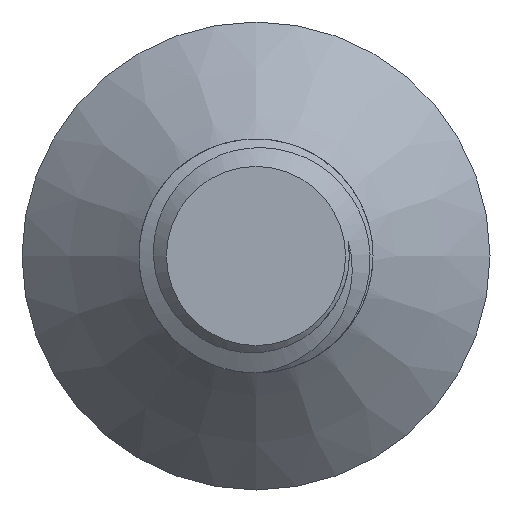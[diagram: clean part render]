
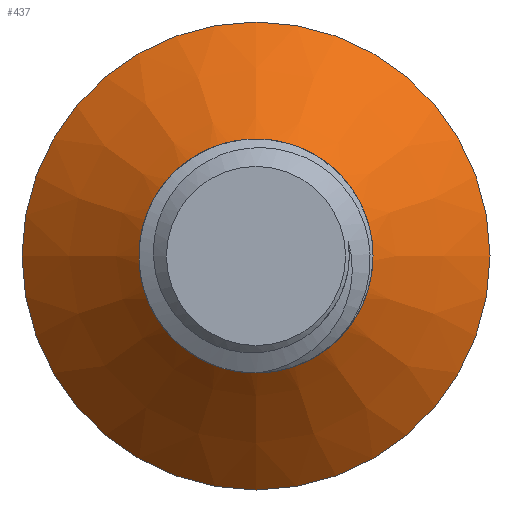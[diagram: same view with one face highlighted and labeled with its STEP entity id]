
A CAD part, left-side view. The second image highlights one B-rep face of the part: STEP entity #437.
In plain terms, the highlighted conical face has half-angle 45 degrees and reference radius 4 mm.
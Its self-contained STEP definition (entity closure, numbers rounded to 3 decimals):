
#38=CONICAL_SURFACE('',#484,4.,0.785);
#53=FACE_OUTER_BOUND('',#82,.T.);
#82=EDGE_LOOP('',(#319,#320,#321,#322,#323,#324,#325,#326));
#104=CIRCLE('',#474,4.);
#107=CIRCLE('',#485,8.);
#108=CIRCLE('',#486,3.188);
#131=B_SPLINE_CURVE_WITH_KNOTS('',3,(#1136,#1137,#1138,#1139,#1140,#1141,
#1142,#1143,#1144,#1145,#1146,#1147,#1148,#1149,#1150,#1151),
 .UNSPECIFIED.,.F.,.F.,(4,2,2,2,2,2,2,4),(1.51,1.631,
1.824,2.033,2.26,2.507,2.646,
2.787),.UNSPECIFIED.);
#132=B_SPLINE_CURVE_WITH_KNOTS('',3,(#1153,#1154,#1155,#1156,#1157,#1158,
#1159,#1160,#1161,#1162,#1163,#1164,#1165,#1166),.UNSPECIFIED.,.F.,.F.,
(4,2,2,2,2,2,4),(0.,0.087,0.172,0.284,
0.371,0.45,0.56),.UNSPECIFIED.);
#133=B_SPLINE_CURVE_WITH_KNOTS('',3,(#1169,#1170,#1171,#1172,#1173,#1174,
#1175,#1176,#1177,#1178,#1179,#1180,#1181,#1182,#1183,#1184,#1185,#1186,
#1187,#1188,#1189,#1190,#1191,#1192,#1193,#1194,#1195,#1196,#1197,#1198,
#1199,#1200,#1201,#1202),.UNSPECIFIED.,.F.,.F.,(4,2,2,2,2,2,2,2,2,2,2,2,
2,2,2,2,4),(0.,0.048,0.098,0.196,
0.318,0.385,0.45,0.578,
0.647,0.715,0.848,0.92,
1.063,1.134,1.287,1.453,1.51),
 .UNSPECIFIED.);
#148=LINE('',#1135,#170);
#170=VECTOR('',#551,4.);
#187=VERTEX_POINT('',#628);
#188=VERTEX_POINT('',#665);
#205=VERTEX_POINT('',#1132);
#206=VERTEX_POINT('',#1134);
#207=VERTEX_POINT('',#1152);
#208=VERTEX_POINT('',#1167);
#226=EDGE_CURVE('',#188,#187,#104,.T.);
#249=EDGE_CURVE('',#205,#205,#107,.T.);
#250=EDGE_CURVE('',#205,#206,#148,.T.);
#251=EDGE_CURVE('',#206,#188,#131,.T.);
#252=EDGE_CURVE('',#187,#207,#132,.T.);
#253=EDGE_CURVE('',#207,#208,#108,.T.);
#254=EDGE_CURVE('',#208,#206,#133,.T.);
#319=ORIENTED_EDGE('',*,*,#249,.F.);
#320=ORIENTED_EDGE('',*,*,#250,.T.);
#321=ORIENTED_EDGE('',*,*,#251,.T.);
#322=ORIENTED_EDGE('',*,*,#226,.T.);
#323=ORIENTED_EDGE('',*,*,#252,.T.);
#324=ORIENTED_EDGE('',*,*,#253,.T.);
#325=ORIENTED_EDGE('',*,*,#254,.T.);
#326=ORIENTED_EDGE('',*,*,#250,.F.);
#437=ADVANCED_FACE('',(#53),#38,.T.);
#474=AXIS2_PLACEMENT_3D('',#666,#521,#522);
#484=AXIS2_PLACEMENT_3D('',#1131,#547,#548);
#485=AXIS2_PLACEMENT_3D('',#1133,#549,#550);
#486=AXIS2_PLACEMENT_3D('',#1168,#552,#553);
#521=DIRECTION('center_axis',(0.,0.,1.));
#522=DIRECTION('ref_axis',(0.,-1.,0.));
#547=DIRECTION('center_axis',(0.,0.,1.));
#548=DIRECTION('ref_axis',(0.,-1.,0.));
#549=DIRECTION('center_axis',(0.,0.,1.));
#550=DIRECTION('ref_axis',(0.,-1.,0.));
#551=DIRECTION('',(0.,-0.707,-0.707));
#552=DIRECTION('center_axis',(0.,0.,1.));
#553=DIRECTION('ref_axis',(1.,0.,0.));
#628=CARTESIAN_POINT('',(-0.516,-3.967,-4.4));
#665=CARTESIAN_POINT('',(-3.17,-2.44,-4.4));
#666=CARTESIAN_POINT('Origin',(0.,0.,-4.4));
#1131=CARTESIAN_POINT('Origin',(0.,0.,-4.4));
#1132=CARTESIAN_POINT('',(0.,8.,-0.4));
#1133=CARTESIAN_POINT('Origin',(0.,0.,-0.4));
#1134=CARTESIAN_POINT('',(0.,3.719,-4.681));
#1135=CARTESIAN_POINT('',(0.,4.,-4.4));
#1136=CARTESIAN_POINT('Ctrl Pts',(0.,3.719,
-4.681));
#1137=CARTESIAN_POINT('Ctrl Pts',(-0.337,3.73,-4.67));
#1138=CARTESIAN_POINT('Ctrl Pts',(-0.661,3.695,-4.66));
#1139=CARTESIAN_POINT('Ctrl Pts',(-1.443,3.515,-4.632));
#1140=CARTESIAN_POINT('Ctrl Pts',(-1.898,3.312,-4.615));
#1141=CARTESIAN_POINT('Ctrl Pts',(-2.734,2.718,-4.581));
#1142=CARTESIAN_POINT('Ctrl Pts',(-3.071,2.341,-4.566));
#1143=CARTESIAN_POINT('Ctrl Pts',(-3.59,1.522,-4.534));
#1144=CARTESIAN_POINT('Ctrl Pts',(-3.774,1.045,-4.517));
#1145=CARTESIAN_POINT('Ctrl Pts',(-3.955,0.006,
-4.483));
#1146=CARTESIAN_POINT('Ctrl Pts',(-3.927,-0.514,
-4.467));
#1147=CARTESIAN_POINT('Ctrl Pts',(-3.768,-1.237,-4.443));
#1148=CARTESIAN_POINT('Ctrl Pts',(-3.684,-1.491,-4.435));
#1149=CARTESIAN_POINT('Ctrl Pts',(-3.465,-1.983,-4.417));
#1150=CARTESIAN_POINT('Ctrl Pts',(-3.329,-2.219,-4.408));
#1151=CARTESIAN_POINT('Ctrl Pts',(-3.17,-2.44,-4.4));
#1152=CARTESIAN_POINT('',(-3.062,0.888,-5.212));
#1153=CARTESIAN_POINT('Ctrl Pts',(-0.516,-3.967,
-4.4));
#1154=CARTESIAN_POINT('Ctrl Pts',(-0.797,-3.896,
-4.434));
#1155=CARTESIAN_POINT('Ctrl Pts',(-1.069,-3.795,-4.468));
#1156=CARTESIAN_POINT('Ctrl Pts',(-1.575,-3.537,-4.538));
#1157=CARTESIAN_POINT('Ctrl Pts',(-1.809,-3.384,-4.573));
#1158=CARTESIAN_POINT('Ctrl Pts',(-2.312,-2.971,-4.654));
#1159=CARTESIAN_POINT('Ctrl Pts',(-2.661,-2.616,-4.711));
#1160=CARTESIAN_POINT('Ctrl Pts',(-3.139,-1.735,-4.84));
#1161=CARTESIAN_POINT('Ctrl Pts',(-3.273,-1.315,-4.9));
#1162=CARTESIAN_POINT('Ctrl Pts',(-3.373,-0.488,
-5.014));
#1163=CARTESIAN_POINT('Ctrl Pts',(-3.345,-0.168,
-5.057));
#1164=CARTESIAN_POINT('Ctrl Pts',(-3.271,0.335,-5.126));
#1165=CARTESIAN_POINT('Ctrl Pts',(-3.186,0.62,-5.168));
#1166=CARTESIAN_POINT('Ctrl Pts',(-3.062,0.888,-5.212));
#1167=CARTESIAN_POINT('',(-2.793,-1.537,-5.212));
#1168=CARTESIAN_POINT('Origin',(0.,0.,-5.212));
#1169=CARTESIAN_POINT('Ctrl Pts',(-2.793,-1.537,-5.212));
#1170=CARTESIAN_POINT('Ctrl Pts',(-2.722,-1.68,-5.205));
#1171=CARTESIAN_POINT('Ctrl Pts',(-2.64,-1.817,-5.199));
#1172=CARTESIAN_POINT('Ctrl Pts',(-2.452,-2.084,-5.186));
#1173=CARTESIAN_POINT('Ctrl Pts',(-2.346,-2.212,-5.18));
#1174=CARTESIAN_POINT('Ctrl Pts',(-2.001,-2.567,-5.162));
#1175=CARTESIAN_POINT('Ctrl Pts',(-1.738,-2.767,-5.149));
#1176=CARTESIAN_POINT('Ctrl Pts',(-1.092,-3.12,-5.12));
#1177=CARTESIAN_POINT('Ctrl Pts',(-0.699,-3.247,
-5.104));
#1178=CARTESIAN_POINT('Ctrl Pts',(-0.072,-3.327,
-5.08));
#1179=CARTESIAN_POINT('Ctrl Pts',(0.152,-3.332,-5.072));
#1180=CARTESIAN_POINT('Ctrl Pts',(0.589,-3.299,-5.056));
#1181=CARTESIAN_POINT('Ctrl Pts',(0.804,-3.262,-5.048));
#1182=CARTESIAN_POINT('Ctrl Pts',(1.422,-3.092,-5.023));
#1183=CARTESIAN_POINT('Ctrl Pts',(1.805,-2.904,-5.007));
#1184=CARTESIAN_POINT('Ctrl Pts',(2.326,-2.513,-4.983));
#1185=CARTESIAN_POINT('Ctrl Pts',(2.494,-2.358,-4.975));
#1186=CARTESIAN_POINT('Ctrl Pts',(2.794,-2.021,-4.959));
#1187=CARTESIAN_POINT('Ctrl Pts',(2.926,-1.84,-4.951));
#1188=CARTESIAN_POINT('Ctrl Pts',(3.262,-1.271,-4.926));
#1189=CARTESIAN_POINT('Ctrl Pts',(3.412,-0.856,-4.91));
#1190=CARTESIAN_POINT('Ctrl Pts',(3.516,-0.194,-4.886));
#1191=CARTESIAN_POINT('Ctrl Pts',(3.529,0.04,-4.878));
#1192=CARTESIAN_POINT('Ctrl Pts',(3.5,0.738,-4.854));
#1193=CARTESIAN_POINT('Ctrl Pts',(3.389,1.195,-4.837));
#1194=CARTESIAN_POINT('Ctrl Pts',(3.096,1.829,-4.812));
#1195=CARTESIAN_POINT('Ctrl Pts',(2.979,2.029,-4.803));
#1196=CARTESIAN_POINT('Ctrl Pts',(2.551,2.619,-4.778));
#1197=CARTESIAN_POINT('Ctrl Pts',(2.193,2.935,-4.763));
#1198=CARTESIAN_POINT('Ctrl Pts',(1.408,3.422,-4.73));
#1199=CARTESIAN_POINT('Ctrl Pts',(0.953,3.593,-4.713));
#1200=CARTESIAN_POINT('Ctrl Pts',(0.317,3.698,-4.692));
#1201=CARTESIAN_POINT('Ctrl Pts',(0.157,3.714,-4.686));
#1202=CARTESIAN_POINT('Ctrl Pts',(0.,3.719,
-4.681));
